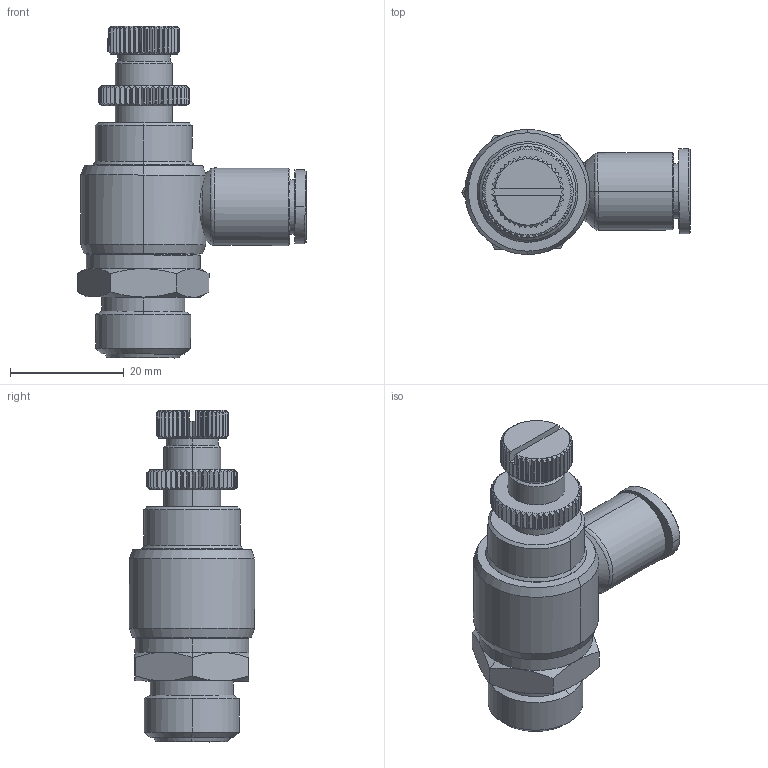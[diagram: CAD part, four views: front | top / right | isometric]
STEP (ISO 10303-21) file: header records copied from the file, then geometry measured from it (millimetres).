
FILE_DESCRIPTION (( 'STEP AP214' ), '1' );
FILE_NAME ('NSE08-G03_OUT.STEP', '2015-10-28T12:21:57', ( '' ), ( '' ), 'SwSTEP 2.0', 'SolidWorks 2015', '' );
FILE_SCHEMA (( 'AUTOMOTIVE_DESIGN' ));
Length unit declared in the file: millimetre
Products named in the file (2): ｦ+ﾃｦ1; NSE08-G03_OUT
Assembly tree (1 placements, depth 2):
  NSE08-G03_OUT
    ｦ+ﾃｦ1
Bounding box: 40.23 x 22.02 x 58.34 mm (x, y, z)
Volume: 15507.2 mm3; surface area: 6214.1 mm2
Topology: 1 solids, 1 shells, 880 faces, 2316 edges, 1467 vertices
Faces by surface type: plane 531, cylinder 172, cone 140, bspline 34, torus 3
Entity records: 29663 total; most frequent: CARTESIAN_POINT 8577, ORIENTED_EDGE 4632, DIRECTION 3867, EDGE_CURVE 2316, VERTEX_POINT 1467, LINE 1367, VECTOR 1367, AXIS2_PLACEMENT_3D 1250
